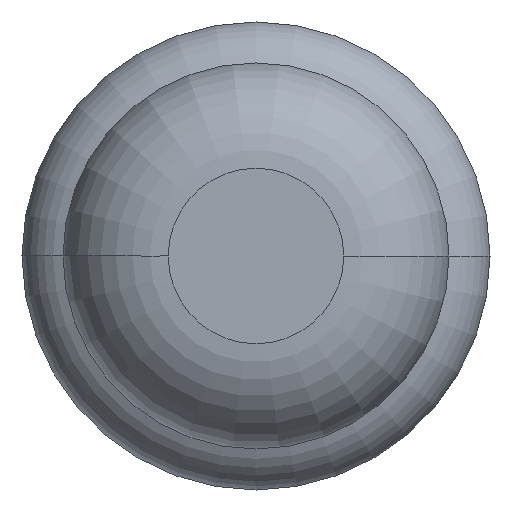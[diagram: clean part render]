
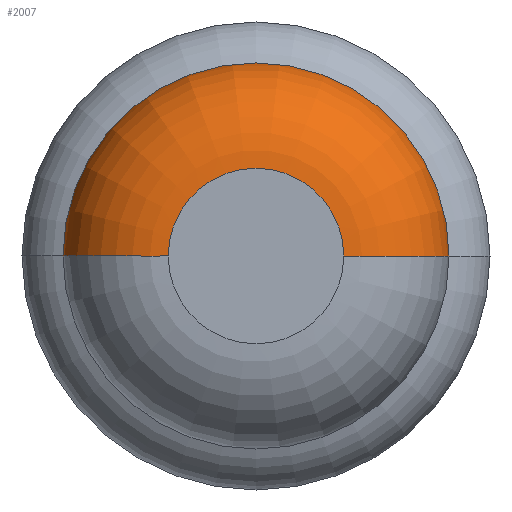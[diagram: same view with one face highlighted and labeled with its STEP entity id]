
A CAD part, front view. The second image highlights one B-rep face of the part: STEP entity #2007.
In plain terms, the highlighted toroidal (fillet/blend) face has major radius 0.375 mm and minor radius 0.45 mm.
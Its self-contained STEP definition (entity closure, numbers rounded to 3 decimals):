
#113 = FACE_OUTER_BOUND ( 'NONE', #2288, .T. ) ;
#280 = DIRECTION ( 'NONE',  ( 1., 0., 0. ) ) ;
#347 = CIRCLE ( 'NONE', #3409, 0.45 ) ;
#435 = EDGE_CURVE ( 'NONE', #1339, #1377, #347, .T. ) ;
#565 = VERTEX_POINT ( 'NONE', #2217 ) ;
#592 = DIRECTION ( 'NONE',  ( 0., 0., 1. ) ) ;
#642 = CIRCLE ( 'NONE', #884, 0.825 ) ;
#648 = CARTESIAN_POINT ( 'NONE',  ( 0., -32., 0. ) ) ;
#680 = DIRECTION ( 'NONE',  ( 0., -1., 0. ) ) ;
#759 = AXIS2_PLACEMENT_3D ( 'NONE', #648, #680, #3522 ) ;
#841 = DIRECTION ( 'NONE',  ( -1., 0., 0. ) ) ;
#849 = EDGE_CURVE ( 'Defeature ausgef�hrt1_8+Defeature ausgef�hrt1_9+Defeature ausgef�hrt1_9+Defeature ausgef�hrt1_9', #1339, #565, #642, .T. ) ;
#884 = AXIS2_PLACEMENT_3D ( 'NONE', #1454, #1792, #1096 ) ;
#1096 = DIRECTION ( 'NONE',  ( 1., 0., 0. ) ) ;
#1113 = CIRCLE ( 'NONE', #1863, 0.45 ) ;
#1118 = DIRECTION ( 'NONE',  ( 0., 0., -1. ) ) ;
#1339 = VERTEX_POINT ( 'NONE', #3613 ) ;
#1377 = VERTEX_POINT ( 'NONE', #3717 ) ;
#1454 = CARTESIAN_POINT ( 'NONE',  ( 0., -31.55, 0. ) ) ;
#1640 = ORIENTED_EDGE ( 'NONE', *, *, #435, .F. ) ;
#1692 = AXIS2_PLACEMENT_3D ( 'NONE', #2904, #2862, #280 ) ;
#1792 = DIRECTION ( 'NONE',  ( 0., -1., 0. ) ) ;
#1863 = AXIS2_PLACEMENT_3D ( 'NONE', #4147, #592, #3512 ) ;
#2007 = ADVANCED_FACE ( 'Defeature ausgef�hrt1_8', ( #113 ), #3145, .T. ) ;
#2217 = CARTESIAN_POINT ( 'NONE',  ( -0.825, -31.55, 0. ) ) ;
#2288 = EDGE_LOOP ( 'NONE', ( #4001, #3240, #2710, #1640 ) ) ;
#2586 = CARTESIAN_POINT ( 'NONE',  ( -0.375, -32., 0. ) ) ;
#2710 = ORIENTED_EDGE ( 'NONE', *, *, #3541, .F. ) ;
#2862 = DIRECTION ( 'NONE',  ( 0., -1., 0. ) ) ;
#2904 = CARTESIAN_POINT ( 'NONE',  ( 0., -31.55, 0. ) ) ;
#3145 = TOROIDAL_SURFACE ( 'NONE', #1692, 0.375, 0.45 ) ;
#3240 = ORIENTED_EDGE ( 'NONE', *, *, #3429, .T. ) ;
#3409 = AXIS2_PLACEMENT_3D ( 'NONE', #4046, #1118, #841 ) ;
#3429 = EDGE_CURVE ( 'NONE', #565, #3492, #1113, .T. ) ;
#3492 = VERTEX_POINT ( 'NONE', #2586 ) ;
#3512 = DIRECTION ( 'NONE',  ( 1., 0., 0. ) ) ;
#3522 = DIRECTION ( 'NONE',  ( 1., 0., 0. ) ) ;
#3541 = EDGE_CURVE ( 'Defeature ausgef�hrt1_7+Defeature ausgef�hrt1_8+Defeature ausgef�hrt1_8+Defeature ausgef�hrt1_8', #1377, #3492, #3907, .T. ) ;
#3613 = CARTESIAN_POINT ( 'NONE',  ( 0.825, -31.55, 0. ) ) ;
#3717 = CARTESIAN_POINT ( 'NONE',  ( 0.375, -32., 0. ) ) ;
#3907 = CIRCLE ( 'NONE', #759, 0.375 ) ;
#4001 = ORIENTED_EDGE ( 'NONE', *, *, #849, .T. ) ;
#4046 = CARTESIAN_POINT ( 'NONE',  ( 0.375, -31.55, 0. ) ) ;
#4147 = CARTESIAN_POINT ( 'NONE',  ( -0.375, -31.55, 0. ) ) ;
